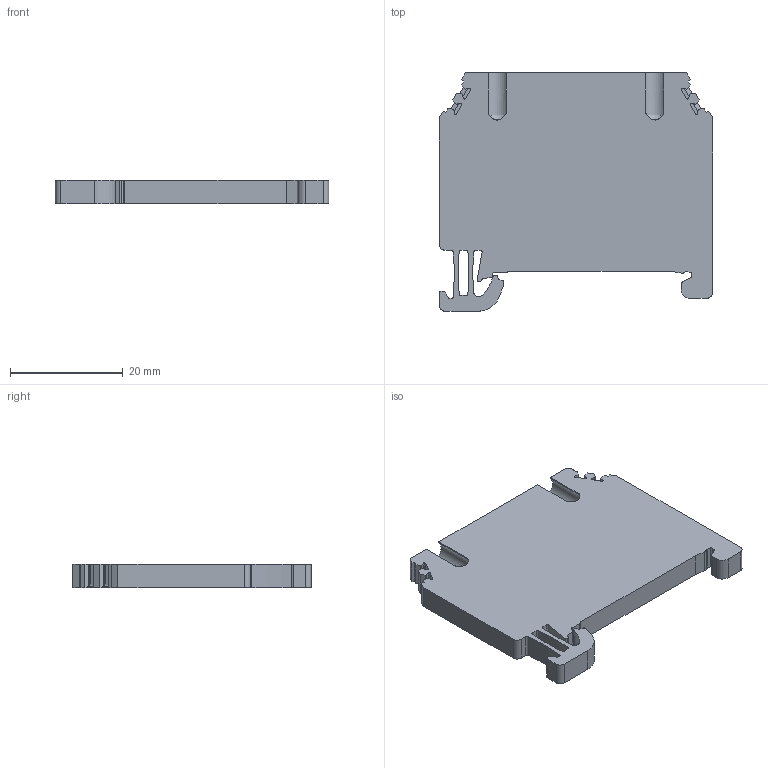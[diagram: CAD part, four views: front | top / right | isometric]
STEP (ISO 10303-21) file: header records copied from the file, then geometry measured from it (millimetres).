
FILE_DESCRIPTION(/* description */ (''),/* implementation_level */ '2;1');
FILE_NAME(/* name */ '3200_FRK15_2A_iso.stp',/* time_stamp */ '2011-07-28T07:40:15+02:00',/* author */ (''),/* organization */ (''),/* preprocessor_version */ 'ST-DEVELOPER v11',/* originating_system */ 'SIEMENS UGS NX 6.0',/* authorisation */ '');
FILE_SCHEMA (('CONFIG_CONTROL_DESIGN'));
Length unit declared in the file: millimetre
Products named in the file (1): 3200_FRK15_2A_iso
Bounding box: 48.5 x 42.3 x 4.1 mm (x, y, z)
Volume: 6606.3 mm3; surface area: 4740.4 mm2
Topology: 1 solids, 1 shells, 336 faces, 922 edges, 586 vertices
Faces by surface type: plane 188, cylinder 110, bspline 20, sphere 8, torus 8, cone 2
Entity records: 12175 total; most frequent: CARTESIAN_POINT 3650, ORIENTED_EDGE 1822, DIRECTION 1713, EDGE_CURVE 911, LINE 611, VECTOR 611, VERTEX_POINT 586, AXIS2_PLACEMENT_3D 551
